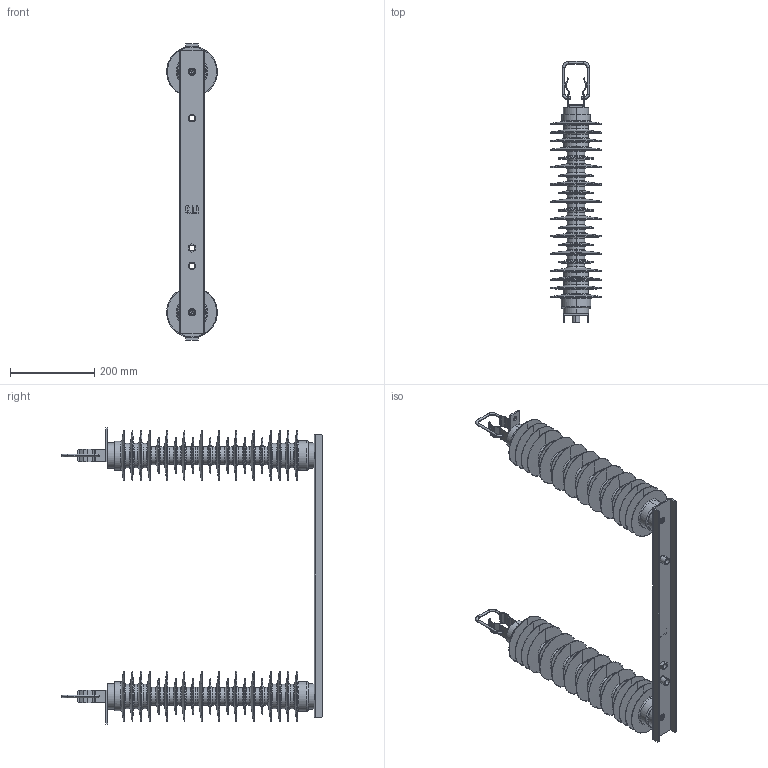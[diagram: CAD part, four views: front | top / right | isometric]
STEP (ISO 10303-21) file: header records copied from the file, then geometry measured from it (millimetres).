
FILE_DESCRIPTION((''),'2;1');
FILE_NAME('7_2KV-N_ASM','2022-02-18T08:18:44',('marketing.praksa'),('Audax d.o.o.'),'CREO PARAMETRIC BY PTC INC, 2021304','CREO PARAMETRIC BY PTC INC, 2021304','');
FILE_SCHEMA(('AP242_MANAGED_MODEL_BASED_3D_ENGINEERING_MIM_LF { 1 0 10303 442 1 1 4 }'));
Length unit declared in the file: millimetre
Products named in the file (17): 675_1_1_1_1_1_1_1_1_1_1_1_1_1_1; 36KV_ASM_1_1_ASM; PRT9571_1_1_2_3_2; PRT9571_1_1_2_3_3; PRT9571_1_1_2_3_4; PRT9571_1_1_2_3_ASM; PRT9410_1_1; I06R15V00-1-SOLID1_1_1_1; I12R18V00-1-SOLID1_1_1_1; I16R26V00-1-SOLID1_1_1_1; ISOLATOR_36KV_OUT_ASM_1_ASM_1_ASM; P1_ASM_1_ASM; PRT9568_1_1_1_1_1; PRT9569_1_1_1_1; PRT9572_1_1_1_1; IN_OUT_CLIP_ASM_1_ASM; 7_2KV-N_ASM
Assembly tree (19 placements, depth 4):
  7_2KV-N_ASM
    36KV_ASM_1_1_ASM
      675_1_1_1_1_1_1_1_1_1_1_1_1_1_1
    PRT9571_1_1_2_3_ASM
      PRT9571_1_1_2_3_2
      PRT9571_1_1_2_3_3
      PRT9571_1_1_2_3_4
    P1_ASM_1_ASM  x2
      ISOLATOR_36KV_OUT_ASM_1_ASM_1_ASM
        PRT9410_1_1
        I06R15V00-1-SOLID1_1_1_1  x2
        I12R18V00-1-SOLID1_1_1_1
        I16R26V00-1-SOLID1_1_1_1
    IN_OUT_CLIP_ASM_1_ASM  x2
      PRT9568_1_1_1_1_1
      PRT9569_1_1_1_1
      PRT9572_1_1_1_1
Bounding box: 120.08 x 618 x 700.98 mm (x, y, z)
Volume: 3473367.4 mm3; surface area: 966278 mm2
Topology: 20 solids, 20 shells, 1246 faces, 3232 edges, 2068 vertices
Faces by surface type: cylinder 392, torus 376, cone 252, plane 210, sphere 16
Entity records: 29574 total; most frequent: DIRECTION 4415, CARTESIAN_POINT 3713, ORIENTED_EDGE 3490, AXIS2_PLACEMENT_3D 1886, EDGE_CURVE 1745, PRESENTATION_STYLE_ASSIGNMENT 1574, STYLED_ITEM 1574, CURVE_STYLE 1308
